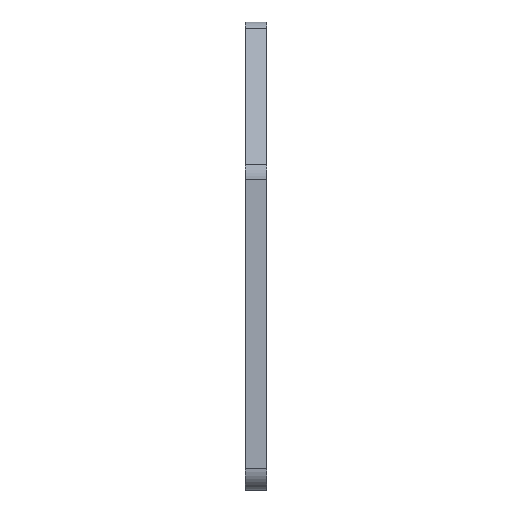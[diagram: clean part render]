
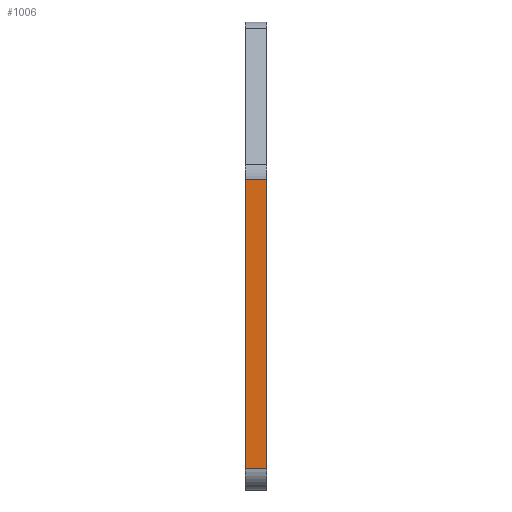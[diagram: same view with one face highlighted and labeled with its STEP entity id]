
A CAD part, left-side view. The second image highlights one B-rep face of the part: STEP entity #1006.
In plain terms, the highlighted planar face has unit normal (-1, 0, 0).
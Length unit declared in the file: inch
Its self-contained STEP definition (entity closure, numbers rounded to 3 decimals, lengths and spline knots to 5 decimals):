
#16 = VERTEX_POINT ( 'NONE', #294 ) ;
#23 = ORIENTED_EDGE ( 'NONE', *, *, #132, .T. ) ;
#25 = CARTESIAN_POINT ( 'NONE',  ( 0., 0.125, -0.875 ) ) ;
#67 = EDGE_CURVE ( 'NONE', #16, #880, #359, .T. ) ;
#73 = DIRECTION ( 'NONE',  ( 0., 0., 1. ) ) ;
#93 = VECTOR ( 'NONE', #360, 39.37008 ) ;
#132 = EDGE_CURVE ( 'NONE', #281, #153, #137, .T. ) ;
#135 = ORIENTED_EDGE ( 'NONE', *, *, #372, .T. ) ;
#137 = LINE ( 'NONE', #955, #380 ) ;
#153 = VERTEX_POINT ( 'NONE', #1024 ) ;
#183 = CARTESIAN_POINT ( 'NONE',  ( 0., 0.125, -0.92678 ) ) ;
#189 = CARTESIAN_POINT ( 'NONE',  ( 0., 0., -2.625 ) ) ;
#195 = DIRECTION ( 'NONE',  ( 1., 0., 0. ) ) ;
#258 = DIRECTION ( 'NONE',  ( 0., 1., 0. ) ) ;
#281 = VERTEX_POINT ( 'NONE', #189 ) ;
#294 = CARTESIAN_POINT ( 'NONE',  ( 0., 0.125, -2.625 ) ) ;
#359 = LINE ( 'NONE', #998, #492 ) ;
#360 = DIRECTION ( 'NONE',  ( 0., -1., 0. ) ) ;
#372 = EDGE_CURVE ( 'NONE', #153, #880, #908, .T. ) ;
#380 = VECTOR ( 'NONE', #73, 39.37008 ) ;
#464 = ORIENTED_EDGE ( 'NONE', *, *, #67, .F. ) ;
#492 = VECTOR ( 'NONE', #597, 39.37008 ) ;
#509 = DIRECTION ( 'NONE',  ( 0., 0., -1. ) ) ;
#537 = CARTESIAN_POINT ( 'NONE',  ( 0., 0.125, -0.92678 ) ) ;
#597 = DIRECTION ( 'NONE',  ( 0., 0., 1. ) ) ;
#664 = LINE ( 'NONE', #917, #93 ) ;
#674 = AXIS2_PLACEMENT_3D ( 'NONE', #25, #195, #509 ) ;
#739 = PLANE ( 'NONE',  #674 ) ;
#742 = EDGE_LOOP ( 'NONE', ( #23, #135, #464, #967 ) ) ;
#821 = FACE_OUTER_BOUND ( 'NONE', #742, .T. ) ;
#880 = VERTEX_POINT ( 'NONE', #183 ) ;
#908 = LINE ( 'NONE', #537, #949 ) ;
#917 = CARTESIAN_POINT ( 'NONE',  ( 0., 0.125, -2.625 ) ) ;
#949 = VECTOR ( 'NONE', #258, 39.37008 ) ;
#955 = CARTESIAN_POINT ( 'NONE',  ( 0., 0., -0.875 ) ) ;
#965 = EDGE_CURVE ( 'NONE', #16, #281, #664, .T. ) ;
#967 = ORIENTED_EDGE ( 'NONE', *, *, #965, .T. ) ;
#998 = CARTESIAN_POINT ( 'NONE',  ( 0., 0.125, -0.875 ) ) ;
#1006 = ADVANCED_FACE ( 'NONE', ( #821 ), #739, .F. ) ;
#1024 = CARTESIAN_POINT ( 'NONE',  ( 0., 0., -0.92678 ) ) ;
